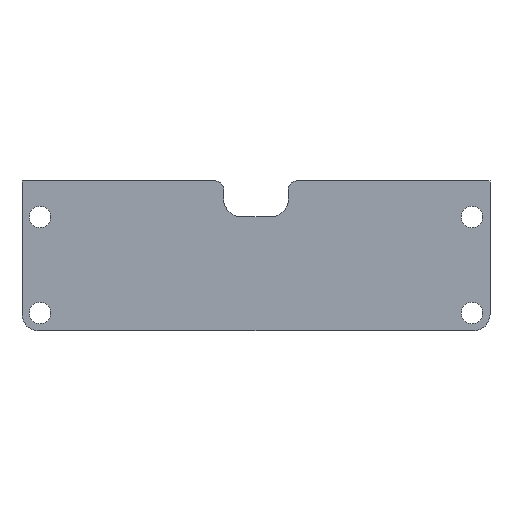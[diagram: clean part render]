
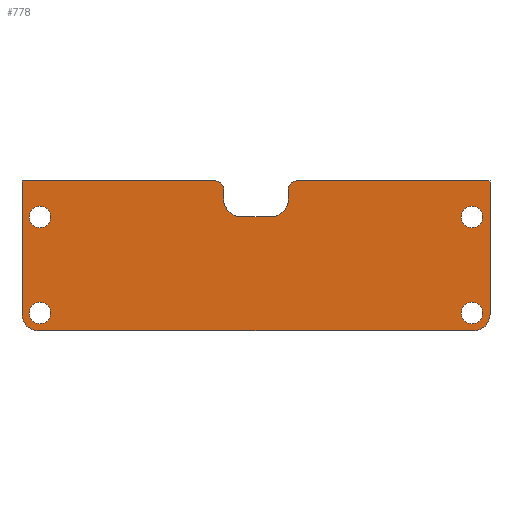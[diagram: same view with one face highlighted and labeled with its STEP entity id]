
A CAD part, front view. The second image highlights one B-rep face of the part: STEP entity #778.
In plain terms, the highlighted planar face has unit normal (0, -1, 0).
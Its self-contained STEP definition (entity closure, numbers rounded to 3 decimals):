
#29=FACE_BOUND('',#149,.T.);
#30=FACE_BOUND('',#150,.T.);
#31=FACE_BOUND('',#151,.T.);
#32=FACE_BOUND('',#152,.T.);
#50=PLANE('',#862);
#100=FACE_OUTER_BOUND('',#148,.T.);
#148=EDGE_LOOP('',(#707,#708,#709,#710,#711,#712,#713,#714,#715,#716,#717,
#718,#719,#720));
#149=EDGE_LOOP('',(#721));
#150=EDGE_LOOP('',(#722));
#151=EDGE_LOOP('',(#723));
#152=EDGE_LOOP('',(#724));
#173=LINE('',#1172,#240);
#192=LINE('',#1314,#259);
#204=LINE('',#1347,#271);
#207=LINE('',#1358,#274);
#212=LINE('',#1378,#279);
#214=LINE('',#1381,#281);
#215=LINE('',#1384,#282);
#218=LINE('',#1392,#285);
#240=VECTOR('',#931,10.);
#259=VECTOR('',#978,10.);
#271=VECTOR('',#1006,10.);
#274=VECTOR('',#1023,10.);
#279=VECTOR('',#1048,10.);
#281=VECTOR('',#1052,10.);
#282=VECTOR('',#1055,10.);
#285=VECTOR('',#1064,10.);
#295=CIRCLE('',#813,7.);
#302=CIRCLE('',#823,7.);
#304=CIRCLE('',#828,3.5);
#308=CIRCLE('',#835,3.5);
#313=CIRCLE('',#847,4.5);
#314=CIRCLE('',#849,4.5);
#315=CIRCLE('',#851,4.5);
#316=CIRCLE('',#853,4.5);
#317=CIRCLE('',#858,7.5);
#318=CIRCLE('',#861,7.5);
#343=VERTEX_POINT('',#1159);
#344=VERTEX_POINT('',#1160);
#348=VERTEX_POINT('',#1170);
#360=VERTEX_POINT('',#1213);
#365=VERTEX_POINT('',#1302);
#366=VERTEX_POINT('',#1304);
#369=VERTEX_POINT('',#1312);
#379=VERTEX_POINT('',#1337);
#380=VERTEX_POINT('',#1339);
#382=VERTEX_POINT('',#1345);
#384=VERTEX_POINT('',#1361);
#385=VERTEX_POINT('',#1365);
#386=VERTEX_POINT('',#1369);
#387=VERTEX_POINT('',#1373);
#388=VERTEX_POINT('',#1377);
#389=VERTEX_POINT('',#1383);
#390=VERTEX_POINT('',#1387);
#391=VERTEX_POINT('',#1391);
#422=EDGE_CURVE('',#343,#344,#295,.T.);
#428=EDGE_CURVE('',#343,#348,#173,.T.);
#444=EDGE_CURVE('',#360,#348,#302,.T.);
#456=EDGE_CURVE('',#365,#366,#304,.T.);
#461=EDGE_CURVE('',#365,#369,#192,.T.);
#474=EDGE_CURVE('',#379,#380,#308,.T.);
#478=EDGE_CURVE('',#379,#382,#204,.T.);
#484=EDGE_CURVE('',#382,#344,#207,.T.);
#485=EDGE_CURVE('',#384,#384,#313,.T.);
#487=EDGE_CURVE('',#385,#385,#314,.T.);
#489=EDGE_CURVE('',#386,#386,#315,.T.);
#491=EDGE_CURVE('',#387,#387,#316,.T.);
#493=EDGE_CURVE('',#388,#366,#212,.T.);
#495=EDGE_CURVE('',#360,#388,#214,.T.);
#496=EDGE_CURVE('',#389,#380,#215,.T.);
#498=EDGE_CURVE('',#390,#389,#317,.T.);
#500=EDGE_CURVE('',#391,#390,#218,.T.);
#502=EDGE_CURVE('',#369,#391,#318,.T.);
#707=ORIENTED_EDGE('',*,*,#422,.F.);
#708=ORIENTED_EDGE('',*,*,#428,.T.);
#709=ORIENTED_EDGE('',*,*,#444,.F.);
#710=ORIENTED_EDGE('',*,*,#495,.T.);
#711=ORIENTED_EDGE('',*,*,#493,.T.);
#712=ORIENTED_EDGE('',*,*,#456,.F.);
#713=ORIENTED_EDGE('',*,*,#461,.T.);
#714=ORIENTED_EDGE('',*,*,#502,.T.);
#715=ORIENTED_EDGE('',*,*,#500,.T.);
#716=ORIENTED_EDGE('',*,*,#498,.T.);
#717=ORIENTED_EDGE('',*,*,#496,.T.);
#718=ORIENTED_EDGE('',*,*,#474,.F.);
#719=ORIENTED_EDGE('',*,*,#478,.T.);
#720=ORIENTED_EDGE('',*,*,#484,.T.);
#721=ORIENTED_EDGE('',*,*,#491,.T.);
#722=ORIENTED_EDGE('',*,*,#489,.T.);
#723=ORIENTED_EDGE('',*,*,#487,.T.);
#724=ORIENTED_EDGE('',*,*,#485,.T.);
#778=ADVANCED_FACE('',(#100,#29,#30,#31,#32),#50,.F.);
#813=AXIS2_PLACEMENT_3D('',#1161,#921,#922);
#823=AXIS2_PLACEMENT_3D('',#1214,#952,#953);
#828=AXIS2_PLACEMENT_3D('',#1305,#970,#971);
#835=AXIS2_PLACEMENT_3D('',#1340,#998,#999);
#847=AXIS2_PLACEMENT_3D('',#1362,#1028,#1029);
#849=AXIS2_PLACEMENT_3D('',#1366,#1033,#1034);
#851=AXIS2_PLACEMENT_3D('',#1370,#1038,#1039);
#853=AXIS2_PLACEMENT_3D('',#1374,#1043,#1044);
#858=AXIS2_PLACEMENT_3D('',#1388,#1059,#1060);
#861=AXIS2_PLACEMENT_3D('',#1395,#1068,#1069);
#862=AXIS2_PLACEMENT_3D('',#1396,#1070,#1071);
#921=DIRECTION('center_axis',(0.,1.,0.));
#922=DIRECTION('ref_axis',(-0.707,0.,-0.707));
#931=DIRECTION('',(1.,0.,0.));
#952=DIRECTION('center_axis',(0.,1.,0.));
#953=DIRECTION('ref_axis',(0.707,0.,-0.707));
#970=DIRECTION('center_axis',(0.,1.,0.));
#971=DIRECTION('ref_axis',(-0.707,0.,0.707));
#978=DIRECTION('',(0.,0.,-1.));
#998=DIRECTION('center_axis',(0.,1.,0.));
#999=DIRECTION('ref_axis',(0.707,0.,0.707));
#1006=DIRECTION('',(-1.,0.,0.));
#1023=DIRECTION('',(0.,0.,-1.));
#1028=DIRECTION('center_axis',(0.,1.,0.));
#1029=DIRECTION('ref_axis',(1.,0.,0.));
#1033=DIRECTION('center_axis',(0.,1.,0.));
#1034=DIRECTION('ref_axis',(1.,0.,0.));
#1038=DIRECTION('center_axis',(0.,1.,0.));
#1039=DIRECTION('ref_axis',(1.,0.,0.));
#1043=DIRECTION('center_axis',(0.,1.,0.));
#1044=DIRECTION('ref_axis',(1.,0.,0.));
#1048=DIRECTION('',(-1.,0.,0.));
#1052=DIRECTION('',(0.,0.,1.));
#1055=DIRECTION('',(0.,0.,1.));
#1059=DIRECTION('center_axis',(0.,1.,0.));
#1060=DIRECTION('ref_axis',(0.,0.,-1.));
#1064=DIRECTION('',(-1.,0.,0.));
#1068=DIRECTION('center_axis',(0.,1.,0.));
#1069=DIRECTION('ref_axis',(0.,0.,1.));
#1070=DIRECTION('center_axis',(0.,1.,0.));
#1071=DIRECTION('ref_axis',(1.,0.,0.));
#1159=CARTESIAN_POINT('',(-188.,-4.,0.));
#1160=CARTESIAN_POINT('',(-195.,-4.,7.));
#1161=CARTESIAN_POINT('Origin',(-188.,-4.,7.));
#1170=CARTESIAN_POINT('',(-7.,-4.,0.));
#1172=CARTESIAN_POINT('',(0.,-4.,0.));
#1213=CARTESIAN_POINT('',(0.,-4.,7.));
#1214=CARTESIAN_POINT('Origin',(-7.,-4.,7.));
#1302=CARTESIAN_POINT('',(-84.,-4.,59.));
#1304=CARTESIAN_POINT('',(-80.5,-4.,62.5));
#1305=CARTESIAN_POINT('Origin',(-80.5,-4.,59.));
#1312=CARTESIAN_POINT('',(-84.,-4.,55.));
#1314=CARTESIAN_POINT('',(-84.,-4.,55.));
#1337=CARTESIAN_POINT('',(-114.5,-4.,62.5));
#1339=CARTESIAN_POINT('',(-111.,-4.,59.));
#1340=CARTESIAN_POINT('Origin',(-114.5,-4.,59.));
#1345=CARTESIAN_POINT('',(-195.,-4.,62.5));
#1347=CARTESIAN_POINT('',(-195.,-4.,62.5));
#1358=CARTESIAN_POINT('',(-195.,-4.,0.));
#1361=CARTESIAN_POINT('',(-12.,-4.,7.5));
#1362=CARTESIAN_POINT('Origin',(-7.5,-4.,7.5));
#1365=CARTESIAN_POINT('',(-192.,-4.,7.5));
#1366=CARTESIAN_POINT('Origin',(-187.5,-4.,7.5));
#1369=CARTESIAN_POINT('',(-192.,-4.,47.5));
#1370=CARTESIAN_POINT('Origin',(-187.5,-4.,47.5));
#1373=CARTESIAN_POINT('',(-12.,-4.,47.5));
#1374=CARTESIAN_POINT('Origin',(-7.5,-4.,47.5));
#1377=CARTESIAN_POINT('',(0.,-4.,62.5));
#1378=CARTESIAN_POINT('',(-195.,-4.,62.5));
#1381=CARTESIAN_POINT('',(0.,-4.,62.5));
#1383=CARTESIAN_POINT('',(-111.,-4.,55.));
#1384=CARTESIAN_POINT('',(-111.,-4.,62.5));
#1387=CARTESIAN_POINT('',(-103.5,-4.,47.5));
#1388=CARTESIAN_POINT('Origin',(-103.5,-4.,55.));
#1391=CARTESIAN_POINT('',(-91.5,-4.,47.5));
#1392=CARTESIAN_POINT('',(-187.5,-4.,47.5));
#1395=CARTESIAN_POINT('Origin',(-91.5,-4.,55.));
#1396=CARTESIAN_POINT('Origin',(-97.5,-4.,31.25));
